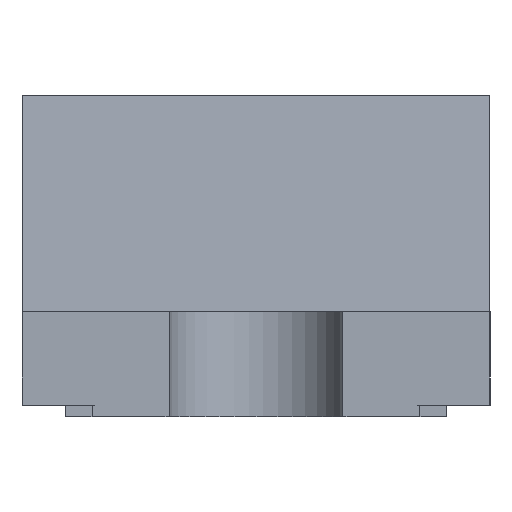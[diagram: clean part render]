
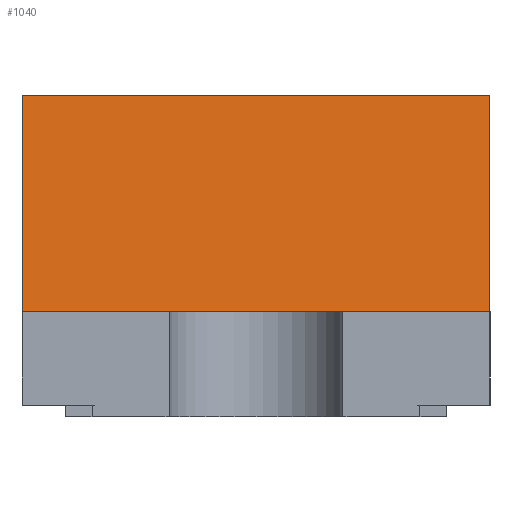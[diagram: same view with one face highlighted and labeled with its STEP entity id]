
A CAD part, left-side view. The second image highlights one B-rep face of the part: STEP entity #1040.
In plain terms, the highlighted planar face has unit normal (-0.996, 0, 0.087).
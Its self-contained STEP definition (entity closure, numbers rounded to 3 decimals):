
#1015=AXIS2_PLACEMENT_3D('Plane Axis2P3D',#1012,#1013,#1014) ;
#650=CARTESIAN_POINT('Vertex',(-0.6,0.4,0.18)) ;
#671=CARTESIAN_POINT('Vertex',(-0.6,-0.4,0.18)) ;
#674=CARTESIAN_POINT('Line Origine',(-0.6,0.,0.18)) ;
#1012=CARTESIAN_POINT('Axis2P3D Location',(-0.6,0.,0.18)) ;
#1018=CARTESIAN_POINT('Control Point',(-0.6,-0.4,0.18)) ;
#1019=CARTESIAN_POINT('Control Point',(-0.568,-0.4,0.55)) ;
#1020=CARTESIAN_POINT('Vertex',(-0.568,-0.4,0.55)) ;
#1023=CARTESIAN_POINT('Line Origine',(-0.568,0.,0.55)) ;
#1027=CARTESIAN_POINT('Vertex',(-0.568,0.4,0.55)) ;
#1031=CARTESIAN_POINT('Control Point',(-0.6,0.4,0.18)) ;
#1032=CARTESIAN_POINT('Control Point',(-0.568,0.4,0.55)) ;
#675=DIRECTION('Vector Direction',(0.,1.,0.)) ;
#1013=DIRECTION('Axis2P3D Direction',(0.996,0.,-0.087)) ;
#1014=DIRECTION('Axis2P3D XDirection',(0.,-1.,0.)) ;
#1024=DIRECTION('Vector Direction',(0.,-1.,0.)) ;
#676=VECTOR('Line Direction',#675,1.) ;
#1025=VECTOR('Line Direction',#1024,1.) ;
#1035=ORIENTED_EDGE('',*,*,#1022,.F.) ;
#1036=ORIENTED_EDGE('',*,*,#1029,.F.) ;
#1037=ORIENTED_EDGE('',*,*,#1033,.F.) ;
#1038=ORIENTED_EDGE('',*,*,#678,.F.) ;
#1040=ADVANCED_FACE('\X2\FF8AFF9FFF70FF82\X0\ \X2\FF8EFF9EFF83FF9EFF68FF70\X0\',(#1039),#1016,.F.) ;
#1017=B_SPLINE_CURVE_WITH_KNOTS('',1,(#1018,#1019),.UNSPECIFIED.,.F.,.U.,(2,2),(-0.186,0.186),.UNSPECIFIED.) ;
#1030=B_SPLINE_CURVE_WITH_KNOTS('',1,(#1031,#1032),.UNSPECIFIED.,.F.,.U.,(2,2),(-0.186,0.186),.UNSPECIFIED.) ;
#678=EDGE_CURVE('',#672,#651,#677,.T.) ;
#1022=EDGE_CURVE('',#1021,#672,#1017,.F.) ;
#1029=EDGE_CURVE('',#1028,#1021,#1026,.T.) ;
#1033=EDGE_CURVE('',#651,#1028,#1030,.T.) ;
#1034=EDGE_LOOP('',(#1035,#1036,#1037,#1038)) ;
#1039=FACE_OUTER_BOUND('',#1034,.T.) ;
#677=LINE('Line',#674,#676) ;
#1026=LINE('Line',#1023,#1025) ;
#1016=PLANE('',#1015) ;
#651=VERTEX_POINT('',#650) ;
#672=VERTEX_POINT('',#671) ;
#1021=VERTEX_POINT('',#1020) ;
#1028=VERTEX_POINT('',#1027) ;
